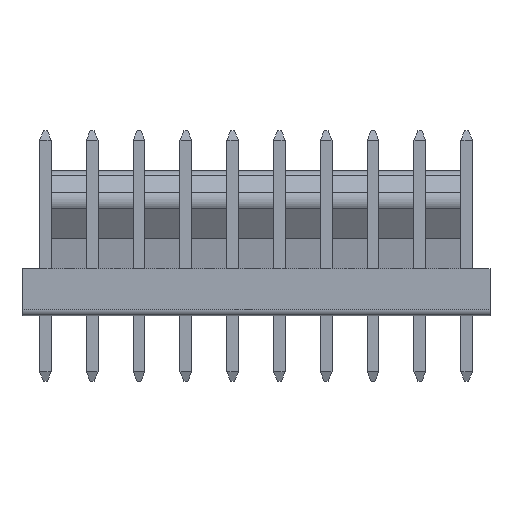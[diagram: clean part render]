
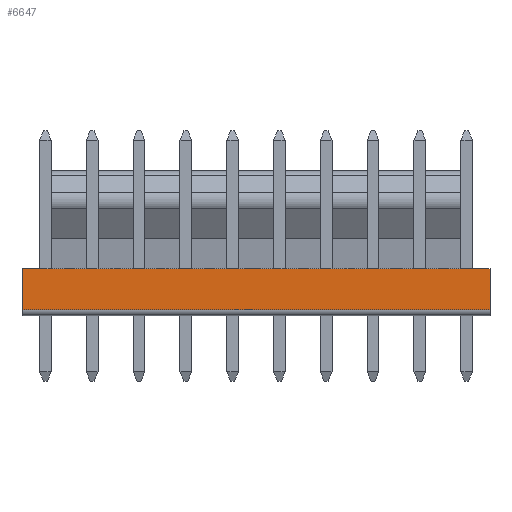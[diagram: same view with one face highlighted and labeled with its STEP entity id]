
A CAD part, front view. The second image highlights one B-rep face of the part: STEP entity #6647.
In plain terms, the highlighted planar face has unit normal (0, -1, 0).
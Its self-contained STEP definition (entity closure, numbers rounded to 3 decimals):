
#80=DIRECTION('',(0.,0.,-1.));
#81=VECTOR('',#80,2.229);
#82=CARTESIAN_POINT('',(-12.7,-2.667,0.));
#83=LINE('',#82,#81);
#2142=DIRECTION('',(0.,0.,-1.));
#2143=VECTOR('',#2142,2.229);
#2144=CARTESIAN_POINT('',(12.7,-2.667,0.));
#2145=LINE('',#2144,#2143);
#2278=DIRECTION('',(1.,0.,0.));
#2279=VECTOR('',#2278,25.4);
#2280=CARTESIAN_POINT('',(-12.7,-2.667,-2.229));
#2281=LINE('',#2280,#2279);
#2282=DIRECTION('',(1.,0.,0.));
#2283=VECTOR('',#2282,25.4);
#2284=CARTESIAN_POINT('',(-12.7,-2.667,0.));
#2285=LINE('',#2284,#2283);
#2444=CARTESIAN_POINT('',(-12.7,-2.667,0.));
#2445=CARTESIAN_POINT('',(-12.7,-2.667,-2.229));
#2446=VERTEX_POINT('',#2444);
#2447=VERTEX_POINT('',#2445);
#2464=CARTESIAN_POINT('',(12.7,-2.667,0.));
#2465=CARTESIAN_POINT('',(12.7,-2.667,-2.229));
#2466=VERTEX_POINT('',#2464);
#2467=VERTEX_POINT('',#2465);
#6636=CARTESIAN_POINT('',(-12.7,-2.667,0.));
#6637=DIRECTION('',(0.,-1.,0.));
#6638=DIRECTION('',(0.,0.,-1.));
#6639=AXIS2_PLACEMENT_3D('',#6636,#6637,#6638);
#6640=PLANE('',#6639);
#6641=ORIENTED_EDGE('',*,*,#3179,.F.);
#6642=ORIENTED_EDGE('',*,*,#3496,.T.);
#6643=ORIENTED_EDGE('',*,*,#6370,.T.);
#6644=ORIENTED_EDGE('',*,*,#6629,.F.);
#6645=EDGE_LOOP('',(#6641,#6642,#6643,#6644));
#6646=FACE_OUTER_BOUND('',#6645,.F.);
#6647=ADVANCED_FACE('',(#6646),#6640,.T.);
#3179=EDGE_CURVE('',#2446,#2447,#83,.T.);
#3496=EDGE_CURVE('',#2446,#2466,#2285,.T.);
#6370=EDGE_CURVE('',#2466,#2467,#2145,.T.);
#6629=EDGE_CURVE('',#2447,#2467,#2281,.T.);
